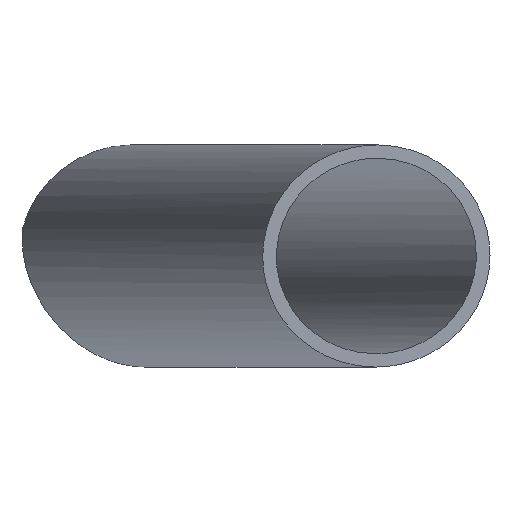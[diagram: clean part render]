
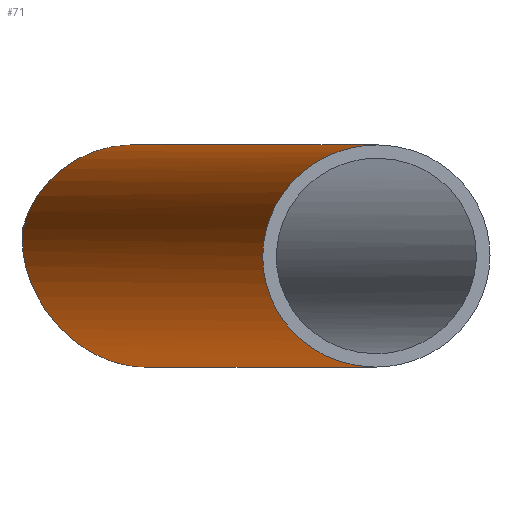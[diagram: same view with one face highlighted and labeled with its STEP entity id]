
A CAD part, left-side view. The second image highlights one B-rep face of the part: STEP entity #71.
In plain terms, the highlighted cylindrical face has radius 12.5 mm (diameter 25 mm), a partial arc.
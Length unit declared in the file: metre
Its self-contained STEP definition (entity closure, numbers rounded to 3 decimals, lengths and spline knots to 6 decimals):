
#71=ADVANCED_FACE('',(#175),#176,.T.);
#97=EDGE_CURVE('0:1197',#216,#217,#218,.T.);
#99=EDGE_CURVE('0:1195',#220,#216,#221,.T.);
#101=EDGE_CURVE('',#223,#220,#224,.T.);
#103=EDGE_CURVE('0:23',#226,#227,#228,.T.);
#175=FACE_OUTER_BOUND('',#309,.T.);
#176=CYLINDRICAL_SURFACE('',#310,0.0125);
#216=VERTEX_POINT('',#378);
#217=VERTEX_POINT('',#379);
#218=LINE('',#380,#381);
#220=VERTEX_POINT('',#384);
#221=CIRCLE('',#385,0.012626);
#223=VERTEX_POINT('',#388);
#224=B_SPLINE_CURVE_WITH_KNOTS('',3,(#389,#390,#391,#392,#393,#394,#395,#396,#397,#398,#399,#400,#401,#402,#403,#404,#405,#406,#407,#408,#409,#410,#411,#412,#413,#414,#415,#416,#417,#418,#419,#420,#421,#422,#423,#424,#425,#426,#427,#428),.UNSPECIFIED.,.F.,.F.,(4,2,1,1,1,1,1,1,2,2,2,2,2,2,1,2,1,2,2,1,2,2,2,1,4),(0.0,0.003481,0.013884,0.041622,0.110969,0.332879,0.887653,1.775293,3.550571,5.32585,7.101129,14.202243,21.303358,28.404473,33.06605,37.727626,42.389203,47.05078,56.373934,58.704722,59.870117,61.035511,62.783602,64.531693,65.697088),.UNSPECIFIED.);
#226=VERTEX_POINT('',#431);
#227=VERTEX_POINT('',#432);
#228=B_SPLINE_CURVE_WITH_KNOTS('',3,(#433,#434,#435,#436,#437,#438,#439,#440,#441,#442,#443,#444,#445,#446,#447,#448,#449,#450,#451,#452,#453,#454,#455,#456,#457),.UNSPECIFIED.,.F.,.F.,(4,3,3,3,3,3,3,3,4),(0.0,7.276387,14.27531,21.069494,27.789537,34.890461,42.034567,49.525421,56.193236),.UNSPECIFIED.);
#309=EDGE_LOOP('',(#894,#895,#896,#897,#898,#899));
#310=AXIS2_PLACEMENT_3D('',#900,#901,#902);
#378=CARTESIAN_POINT('',(-0.358669,-0.238303,0.227499));
#379=CARTESIAN_POINT('',(-0.358647,-0.238432,0.2275));
#380=CARTESIAN_POINT('',(-0.358669,-0.238303,0.227499));
#381=VECTOR('',#997,1.0);
#384=CARTESIAN_POINT('',(-0.359147,-0.226154,0.21803));
#385=AXIS2_PLACEMENT_3D('',#998,#999,#1000);
#388=CARTESIAN_POINT('',(-0.366459,-0.240039,0.2025));
#389=CARTESIAN_POINT('',(-0.354113,-0.249832,0.211786));
#390=CARTESIAN_POINT('',(-0.354111,-0.249831,0.211783));
#391=CARTESIAN_POINT('',(-0.354114,-0.249832,0.211785));
#392=CARTESIAN_POINT('',(-0.354116,-0.249832,0.211782));
#393=CARTESIAN_POINT('',(-0.354122,-0.249831,0.211776));
#394=CARTESIAN_POINT('',(-0.354139,-0.249829,0.211757));
#395=CARTESIAN_POINT('',(-0.35419,-0.249824,0.211701));
#396=CARTESIAN_POINT('',(-0.354323,-0.24981,0.211555));
#397=CARTESIAN_POINT('',(-0.354576,-0.249779,0.211277));
#398=CARTESIAN_POINT('',(-0.355011,-0.249712,0.210809));
#399=CARTESIAN_POINT('',(-0.35529,-0.249656,0.210514));
#400=CARTESIAN_POINT('',(-0.355711,-0.249561,0.210077));
#401=CARTESIAN_POINT('',(-0.355955,-0.2495,0.209826));
#402=CARTESIAN_POINT('',(-0.35652,-0.249334,0.209257));
#403=CARTESIAN_POINT('',(-0.356814,-0.249236,0.208966));
#404=CARTESIAN_POINT('',(-0.358268,-0.248696,0.207561));
#405=CARTESIAN_POINT('',(-0.359442,-0.248075,0.206519));
#406=CARTESIAN_POINT('',(-0.361732,-0.246439,0.204705));
#407=CARTESIAN_POINT('',(-0.362851,-0.24542,0.20393));
#408=CARTESIAN_POINT('',(-0.364878,-0.242987,0.202825));
#409=CARTESIAN_POINT('',(-0.365784,-0.241571,0.2025));
#410=CARTESIAN_POINT('',(-0.366902,-0.239034,0.2025));
#411=CARTESIAN_POINT('',(-0.367584,-0.23693,0.202783));
#412=CARTESIAN_POINT('',(-0.367751,-0.234878,0.203636));
#413=CARTESIAN_POINT('',(-0.367667,-0.232962,0.204709));
#414=CARTESIAN_POINT('',(-0.367336,-0.231181,0.206));
#415=CARTESIAN_POINT('',(-0.366612,-0.229775,0.207552));
#416=CARTESIAN_POINT('',(-0.365317,-0.227957,0.209977));
#417=CARTESIAN_POINT('',(-0.364174,-0.227127,0.21172));
#418=CARTESIAN_POINT('',(-0.362578,-0.226523,0.213874));
#419=CARTESIAN_POINT('',(-0.362085,-0.226374,0.21452));
#420=CARTESIAN_POINT('',(-0.361577,-0.226272,0.21516));
#421=CARTESIAN_POINT('',(-0.361234,-0.226215,0.215585));
#422=CARTESIAN_POINT('',(-0.361057,-0.226191,0.215802));
#423=CARTESIAN_POINT('',(-0.360645,-0.226147,0.216301));
#424=CARTESIAN_POINT('',(-0.360434,-0.226134,0.216551));
#425=CARTESIAN_POINT('',(-0.360049,-0.226121,0.217003));
#426=CARTESIAN_POINT('',(-0.359746,-0.226119,0.217355));
#427=CARTESIAN_POINT('',(-0.359327,-0.226139,0.217829));
#428=CARTESIAN_POINT('',(-0.359147,-0.226154,0.21803));
#431=CARTESIAN_POINT('',(-0.49221,-0.265907,0.2025));
#432=CARTESIAN_POINT('',(-0.493112,-0.266093,0.2275));
#433=CARTESIAN_POINT('',(-0.49221,-0.265907,0.2025));
#434=CARTESIAN_POINT('',(-0.492194,-0.264192,0.2025));
#435=CARTESIAN_POINT('',(-0.492191,-0.262477,0.202841));
#436=CARTESIAN_POINT('',(-0.4922,-0.260895,0.203504));
#437=CARTESIAN_POINT('',(-0.492208,-0.259373,0.20414));
#438=CARTESIAN_POINT('',(-0.492229,-0.257976,0.205074));
#439=CARTESIAN_POINT('',(-0.49226,-0.256811,0.206242));
#440=CARTESIAN_POINT('',(-0.49229,-0.255681,0.207376));
#441=CARTESIAN_POINT('',(-0.49233,-0.254772,0.20873));
#442=CARTESIAN_POINT('',(-0.492378,-0.254155,0.210208));
#443=CARTESIAN_POINT('',(-0.492425,-0.253546,0.211669));
#444=CARTESIAN_POINT('',(-0.492479,-0.253224,0.213249));
#445=CARTESIAN_POINT('',(-0.492535,-0.253214,0.214832));
#446=CARTESIAN_POINT('',(-0.492595,-0.253203,0.216505));
#447=CARTESIAN_POINT('',(-0.492659,-0.253541,0.218178));
#448=CARTESIAN_POINT('',(-0.49272,-0.254194,0.219718));
#449=CARTESIAN_POINT('',(-0.492782,-0.254851,0.221267));
#450=CARTESIAN_POINT('',(-0.492842,-0.255826,0.222679));
#451=CARTESIAN_POINT('',(-0.492896,-0.257036,0.22385));
#452=CARTESIAN_POINT('',(-0.492952,-0.258304,0.225077));
#453=CARTESIAN_POINT('',(-0.493,-0.259828,0.226038));
#454=CARTESIAN_POINT('',(-0.493038,-0.26148,0.22666));
#455=CARTESIAN_POINT('',(-0.493072,-0.26295,0.227214));
#456=CARTESIAN_POINT('',(-0.493097,-0.264521,0.2275));
#457=CARTESIAN_POINT('',(-0.493112,-0.266093,0.2275));
#894=ORIENTED_EDGE('',*,*,#1029,.F.);
#895=ORIENTED_EDGE('',*,*,#97,.F.);
#896=ORIENTED_EDGE('',*,*,#99,.F.);
#897=ORIENTED_EDGE('',*,*,#101,.F.);
#898=ORIENTED_EDGE('',*,*,#1030,.F.);
#899=ORIENTED_EDGE('',*,*,#103,.T.);
#900=CARTESIAN_POINT('',(-0.424604,-0.252,0.215));
#901=DIRECTION('',(0.979,0.201,0.));
#902=DIRECTION('',(0.,0.,1.0));
#997=DIRECTION('',(0.171,-0.985,0.005));
#998=CARTESIAN_POINT('',(-0.356536,-0.238144,0.215055));
#999=DIRECTION('',(0.971,0.17,0.169));
#1000=DIRECTION('',(-0.207,0.95,0.236));
#1029=EDGE_CURVE('',#217,#227,#1051,.T.);
#1030=EDGE_CURVE('',#226,#223,#1052,.T.);
#1051=LINE('',#1074,#1075);
#1052=LINE('',#1076,#1077);
#1074=CARTESIAN_POINT('',(-0.424604,-0.252,0.2275));
#1075=VECTOR('',#1100,1.0);
#1076=CARTESIAN_POINT('',(-0.424604,-0.252,0.2025));
#1077=VECTOR('',#1101,1.0);
#1100=DIRECTION('',(-0.979,-0.201,0.));
#1101=DIRECTION('',(0.979,0.201,0.));
